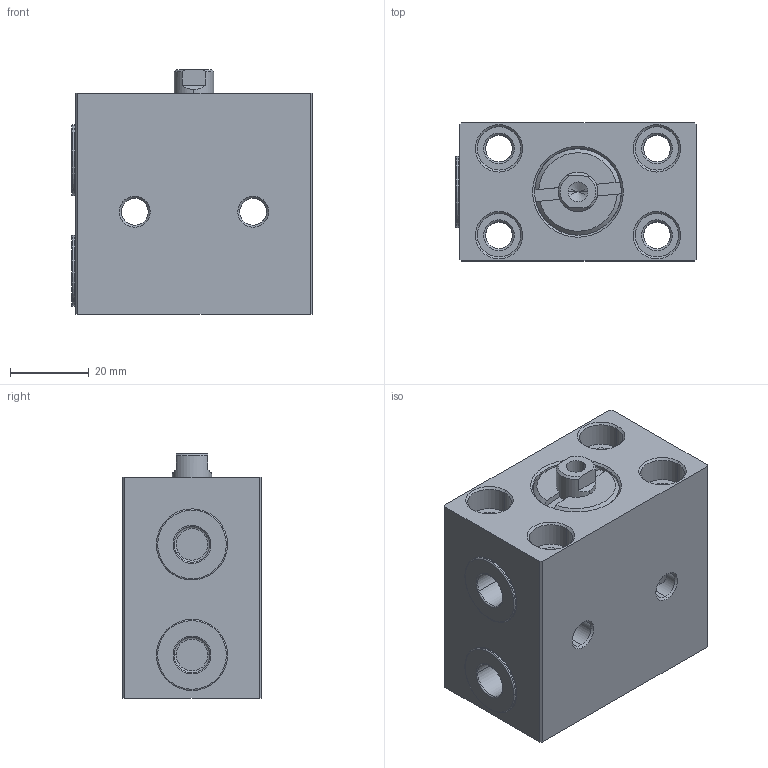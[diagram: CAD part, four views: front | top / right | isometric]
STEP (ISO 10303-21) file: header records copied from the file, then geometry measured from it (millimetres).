
FILE_DESCRIPTION (( 'STEP AP203' ), '1' );
FILE_NAME ('HBC-16DX16N邧雄詢揤詰.STEP', '2019-04-23T00:44:31', ( 'User' ), ( 'china' ), 'SwSTEP 2.0', 'SolidWorks 2018', '' );
FILE_SCHEMA (( 'CONFIG_CONTROL_DESIGN' ));
Length unit declared in the file: millimetre
Products named in the file (5): 掛极; 活塞杆; ヶ裔; 黑芛; HBC-16DX16N邧雄詢揤詰
Assembly tree (5 placements, depth 2):
  HBC-16DX16N邧雄詢揤詰
    掛极
    活塞杆
    ヶ裔
    黑芛  x2
Bounding box: 61 x 35 x 62 mm (x, y, z)
Volume: 101486.4 mm3; surface area: 31483 mm2
Topology: 5 solids, 5 shells, 245 faces, 616 edges, 386 vertices
Faces by surface type: cylinder 120, cone 48, plane 45, torus 28, bspline 4
Entity records: 11359 total; most frequent: CARTESIAN_POINT 5657, ORIENTED_EDGE 1152, DIRECTION 1046, EDGE_CURVE 576, AXIS2_PLACEMENT_3D 417, VERTEX_POINT 364, EDGE_LOOP 256, ADVANCED_FACE 225
